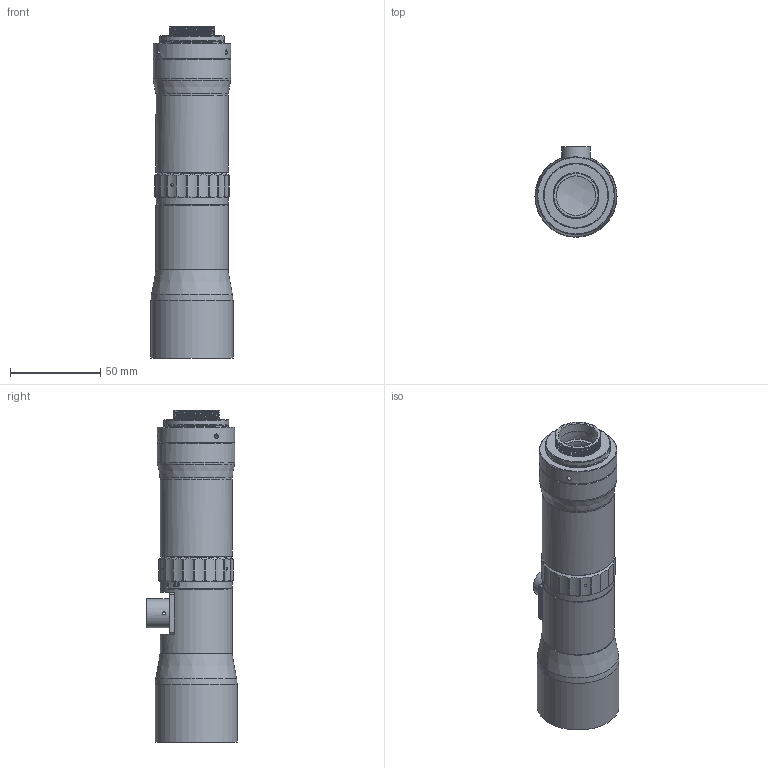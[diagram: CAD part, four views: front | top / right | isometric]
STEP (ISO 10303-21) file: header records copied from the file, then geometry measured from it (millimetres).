
FILE_DESCRIPTION (( 'STEP AP203' ), '1' );
FILE_NAME ('610051.STEP', '2024-07-23T02:45:48', ( 'Windows User' ), ( 'P R C' ), 'SwSTEP 2.0', 'SolidWorks 2020', '' );
FILE_SCHEMA (( 'CONFIG_CONTROL_DESIGN' ));
Products named in the file (1): 610051
Bounding box: 45.5 x 50.05 x 184.08 mm (x, y, z)
Volume: 141119.9 mm3; surface area: 109548.5 mm2
Topology: 48 solids, 48 shells, 997 faces, 2428 edges, 1611 vertices
Faces by surface type: cylinder 402, plane 365, cone 156, bspline 64, torus 6, sphere 4
Full cylindrical faces by diameter (mm): 1 x16, 1.005 x16, 1.4 x16, 1.43 x8, 1.6 x11, 2 x3, 2.2 x4, 2.5 x3, 3.2 x4, 3.5 x2, 8 x1, 9.1 x1, 13.4 x1, 13.8 x1, 14.2 x1, 14.9 x1, 15.5 x1, 15.7 x1, 16 x1, 16.2 x1, 16.4 x1, 17.6 x1, 19 x1, 19.8 x1, 20 x1, 20.5 x1, 20.7 x1, 21.9 x1, 22.8 x1, 23.3 x1
Entity records: 36885 total; most frequent: CARTESIAN_POINT 15615, DIRECTION 4334, ORIENTED_EDGE 3872, EDGE_CURVE 1936, AXIS2_PLACEMENT_3D 1820, EDGE_LOOP 1529, VERTEX_POINT 1451, FACE_OUTER_BOUND 1191
